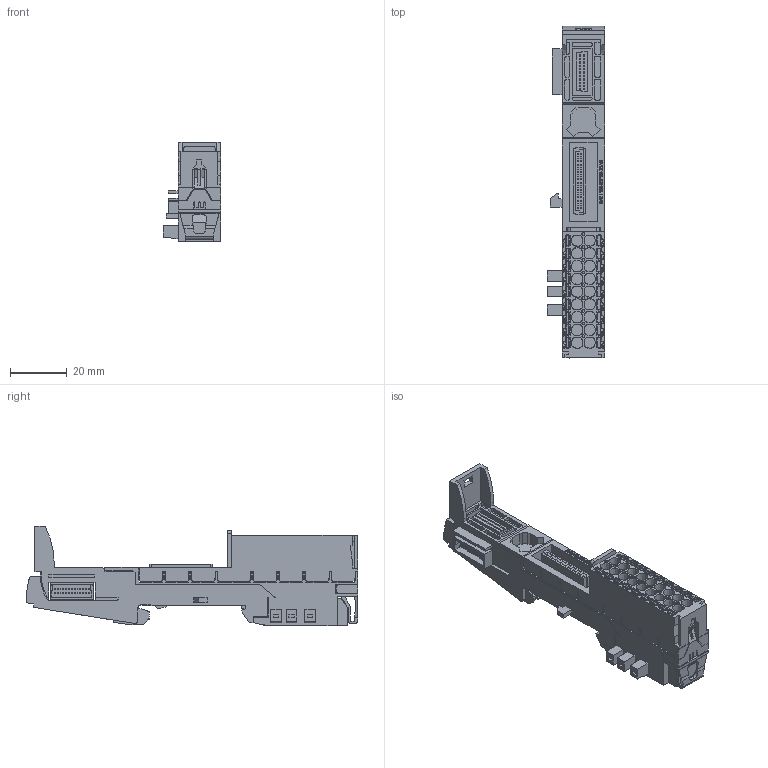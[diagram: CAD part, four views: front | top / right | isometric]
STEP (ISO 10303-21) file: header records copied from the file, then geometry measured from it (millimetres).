
FILE_DESCRIPTION(/* description */ (''),/* implementation_level */ '2;1');
FILE_NAME(/* name */ '6AG1193-6BP00-7BA0_3d.stp',/* time_stamp */ '2025-01-21T17:43:50+08:00',/* author */ (''),/* organization */ (''),/* preprocessor_version */ 'ST-DEVELOPER v18.102',/* originating_system */ 'SIEMENS PLM Software NX 2023',/* authorisation */ '');
FILE_SCHEMA (('AUTOMOTIVE_DESIGN { 1 0 10303 214 3 1 1 1 }'));
Products named in the file (3): A5E53885174A_RS-AA_001_2-Labeling; A5E30864461A_RS-AA_005_1-Box; A5E53885092A_RS-AA_001_1-CAx_6AG11936BP007BA0
Assembly tree (2 placements, depth 2):
  A5E53885092A_RS-AA_001_1-CAx_6AG11936BP007BA0
    A5E30864461A_RS-AA_005_1-Box
    A5E53885174A_RS-AA_001_2-Labeling
Bounding box: 20.41 x 117.04 x 35 mm (x, y, z)
Volume: 27388.7 mm3; surface area: 25209.8 mm2
Topology: 75 solids, 76 shells, 2899 faces, 7564 edges, 4998 vertices
Faces by surface type: plane 2384, extrusion 262, cylinder 253
Full cylindrical faces by diameter (mm): 1 x9
Entity records: 118454 total; most frequent: CARTESIAN_POINT 29360, ORIENTED_EDGE 15036, DIRECTION 12783, EDGE_CURVE 7518, VECTOR 6515, LINE 6253, VERTEX_POINT 4989, EDGE_LOOP 3207
